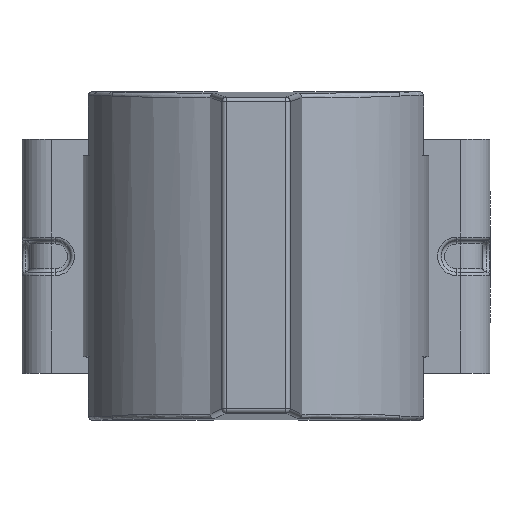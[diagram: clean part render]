
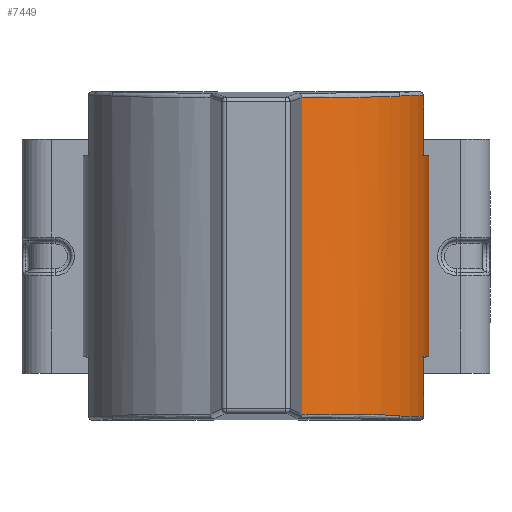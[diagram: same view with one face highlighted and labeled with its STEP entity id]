
A CAD part, top view. The second image highlights one B-rep face of the part: STEP entity #7449.
In plain terms, the highlighted cylindrical face has radius 6 mm (diameter 12 mm), a partial arc.
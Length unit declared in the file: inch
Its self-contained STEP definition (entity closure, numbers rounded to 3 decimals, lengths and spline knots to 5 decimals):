
#65=ELLIPSE('',#7942,0.23625,0.23622);
#66=ELLIPSE('',#7943,0.23625,0.23622);
#365=B_SPLINE_CURVE_WITH_KNOTS('',3,(#11091,#11092,#11093,#11094),
 .UNSPECIFIED.,.F.,.F.,(4,4),(-0.09226,-0.09205),
 .UNSPECIFIED.);
#366=B_SPLINE_CURVE_WITH_KNOTS('',3,(#11098,#11099,#11100,#11101),
 .UNSPECIFIED.,.F.,.F.,(4,4),(-0.04635,-0.04614),
 .UNSPECIFIED.);
#437=FACE_OUTER_BOUND('',#892,.T.);
#892=EDGE_LOOP('',(#5077,#5078,#5079,#5080,#5081,#5082,#5083,#5084,#5085,
#5086,#5087,#5088,#5089,#5090));
#1371=LINE('',#11049,#2162);
#1374=LINE('',#11075,#2165);
#1375=LINE('',#11079,#2166);
#1376=LINE('',#11083,#2167);
#1377=LINE('',#11087,#2168);
#1378=LINE('',#11096,#2169);
#2162=VECTOR('',#8720,0.3937);
#2165=VECTOR('',#8725,0.3937);
#2166=VECTOR('',#8728,0.3937);
#2167=VECTOR('',#8731,0.3937);
#2168=VECTOR('',#8734,0.3937);
#2169=VECTOR('',#8737,0.3937);
#2957=CIRCLE('',#7935,0.23622);
#2959=CIRCLE('',#7939,0.23622);
#2960=CIRCLE('',#7940,0.23622);
#2961=CIRCLE('',#7941,0.23622);
#3236=VERTEX_POINT('',#11022);
#3237=VERTEX_POINT('',#11033);
#3239=VERTEX_POINT('',#11048);
#3242=VERTEX_POINT('',#11074);
#3243=VERTEX_POINT('',#11076);
#3244=VERTEX_POINT('',#11078);
#3245=VERTEX_POINT('',#11080);
#3246=VERTEX_POINT('',#11082);
#3247=VERTEX_POINT('',#11084);
#3248=VERTEX_POINT('',#11086);
#3249=VERTEX_POINT('',#11088);
#3250=VERTEX_POINT('',#11090);
#3251=VERTEX_POINT('',#11095);
#3252=VERTEX_POINT('',#11097);
#3935=EDGE_CURVE('',#3236,#3237,#2957,.T.);
#3938=EDGE_CURVE('',#3239,#3237,#1371,.T.);
#3942=EDGE_CURVE('',#3236,#3242,#1374,.T.);
#3943=EDGE_CURVE('',#3242,#3243,#2959,.T.);
#3944=EDGE_CURVE('',#3243,#3244,#1375,.T.);
#3945=EDGE_CURVE('',#3244,#3245,#2960,.T.);
#3946=EDGE_CURVE('',#3245,#3246,#1376,.T.);
#3947=EDGE_CURVE('',#3247,#3246,#2961,.T.);
#3948=EDGE_CURVE('',#3247,#3248,#1377,.T.);
#3949=EDGE_CURVE('',#3249,#3248,#65,.T.);
#3950=EDGE_CURVE('',#3250,#3249,#365,.T.);
#3951=EDGE_CURVE('',#3251,#3250,#1378,.T.);
#3952=EDGE_CURVE('',#3252,#3251,#366,.T.);
#3953=EDGE_CURVE('',#3239,#3252,#66,.T.);
#5077=ORIENTED_EDGE('',*,*,#3935,.F.);
#5078=ORIENTED_EDGE('',*,*,#3942,.T.);
#5079=ORIENTED_EDGE('',*,*,#3943,.T.);
#5080=ORIENTED_EDGE('',*,*,#3944,.T.);
#5081=ORIENTED_EDGE('',*,*,#3945,.T.);
#5082=ORIENTED_EDGE('',*,*,#3946,.T.);
#5083=ORIENTED_EDGE('',*,*,#3947,.F.);
#5084=ORIENTED_EDGE('',*,*,#3948,.T.);
#5085=ORIENTED_EDGE('',*,*,#3949,.F.);
#5086=ORIENTED_EDGE('',*,*,#3950,.F.);
#5087=ORIENTED_EDGE('',*,*,#3951,.F.);
#5088=ORIENTED_EDGE('',*,*,#3952,.F.);
#5089=ORIENTED_EDGE('',*,*,#3953,.F.);
#5090=ORIENTED_EDGE('',*,*,#3938,.T.);
#7316=CYLINDRICAL_SURFACE('',#7938,0.23622);
#7449=ADVANCED_FACE('',(#437),#7316,.T.);
#7935=AXIS2_PLACEMENT_3D('',#11034,#8714,#8715);
#7938=AXIS2_PLACEMENT_3D('',#11073,#8723,#8724);
#7939=AXIS2_PLACEMENT_3D('',#11077,#8726,#8727);
#7940=AXIS2_PLACEMENT_3D('',#11081,#8729,#8730);
#7941=AXIS2_PLACEMENT_3D('',#11085,#8732,#8733);
#7942=AXIS2_PLACEMENT_3D('',#11089,#8735,#8736);
#7943=AXIS2_PLACEMENT_3D('',#11102,#8738,#8739);
#8714=DIRECTION('center_axis',(0.,-1.,0.));
#8715=DIRECTION('ref_axis',(0.916,0.,0.402));
#8720=DIRECTION('',(0.,-1.,0.));
#8723=DIRECTION('center_axis',(0.,1.,0.));
#8724=DIRECTION('ref_axis',(0.265,0.,0.964));
#8725=DIRECTION('',(0.,1.,0.));
#8726=DIRECTION('center_axis',(0.,1.,0.));
#8727=DIRECTION('ref_axis',(0.265,0.,0.964));
#8728=DIRECTION('',(0.,1.,0.));
#8729=DIRECTION('center_axis',(0.,-1.,0.));
#8730=DIRECTION('ref_axis',(0.265,0.,0.964));
#8731=DIRECTION('',(0.,1.,0.));
#8732=DIRECTION('center_axis',(0.,1.,0.));
#8733=DIRECTION('ref_axis',(0.916,0.,0.402));
#8734=DIRECTION('',(0.,-1.,0.));
#8735=DIRECTION('center_axis',(0.,1.,0.015));
#8736=DIRECTION('ref_axis',(0.,-0.015,1.));
#8737=DIRECTION('',(0.,1.,0.));
#8738=DIRECTION('center_axis',(0.,-1.,
0.015));
#8739=DIRECTION('ref_axis',(0.,0.015,1.));
#11022=CARTESIAN_POINT('',(0.22932,-0.21909,0.6063));
#11033=CARTESIAN_POINT('',(0.19685,-0.21909,0.68018));
#11034=CARTESIAN_POINT('Origin',(0.,-0.21909,
0.54961));
#11048=CARTESIAN_POINT('',(0.19685,-0.21801,0.68018));
#11049=CARTESIAN_POINT('',(0.19685,0.,0.68018));
#11073=CARTESIAN_POINT('Origin',(0.,0.,
0.54961));
#11074=CARTESIAN_POINT('',(0.22932,-0.1374,0.6063));
#11075=CARTESIAN_POINT('',(0.22932,0.,0.6063));
#11076=CARTESIAN_POINT('',(0.23622,-0.1374,0.54961));
#11077=CARTESIAN_POINT('Origin',(0.,-0.1374,
0.54961));
#11078=CARTESIAN_POINT('',(0.23622,0.1374,0.54961));
#11079=CARTESIAN_POINT('',(0.23622,0.,0.54961));
#11080=CARTESIAN_POINT('',(0.22932,0.1374,0.6063));
#11081=CARTESIAN_POINT('Origin',(0.,0.1374,
0.54961));
#11082=CARTESIAN_POINT('',(0.22932,0.21909,0.6063));
#11083=CARTESIAN_POINT('',(0.22932,0.,0.6063));
#11084=CARTESIAN_POINT('',(0.19685,0.21909,0.68018));
#11085=CARTESIAN_POINT('Origin',(0.,0.21909,
0.54961));
#11086=CARTESIAN_POINT('',(0.19685,0.21801,0.68018));
#11087=CARTESIAN_POINT('',(0.19685,0.,0.68018));
#11088=CARTESIAN_POINT('',(0.0626,0.21656,0.77738));
#11089=CARTESIAN_POINT('Origin',(0.,0.21996,
0.54961));
#11090=CARTESIAN_POINT('',(0.0626,0.21647,0.77738));
#11091=CARTESIAN_POINT('Ctrl Pts',(0.0626,0.21647,
0.77738));
#11092=CARTESIAN_POINT('Ctrl Pts',(0.0626,0.2165,
0.77738));
#11093=CARTESIAN_POINT('Ctrl Pts',(0.0626,0.21653,
0.77738));
#11094=CARTESIAN_POINT('Ctrl Pts',(0.0626,0.21656,
0.77738));
#11095=CARTESIAN_POINT('',(0.0626,-0.21647,0.77738));
#11096=CARTESIAN_POINT('',(0.0626,0.,0.77738));
#11097=CARTESIAN_POINT('',(0.0626,-0.21656,0.77738));
#11098=CARTESIAN_POINT('Ctrl Pts',(0.0626,-0.21656,
0.77738));
#11099=CARTESIAN_POINT('Ctrl Pts',(0.0626,-0.21653,
0.77738));
#11100=CARTESIAN_POINT('Ctrl Pts',(0.0626,-0.2165,
0.77738));
#11101=CARTESIAN_POINT('Ctrl Pts',(0.0626,-0.21647,
0.77738));
#11102=CARTESIAN_POINT('Origin',(0.,-0.21996,
0.54961));
